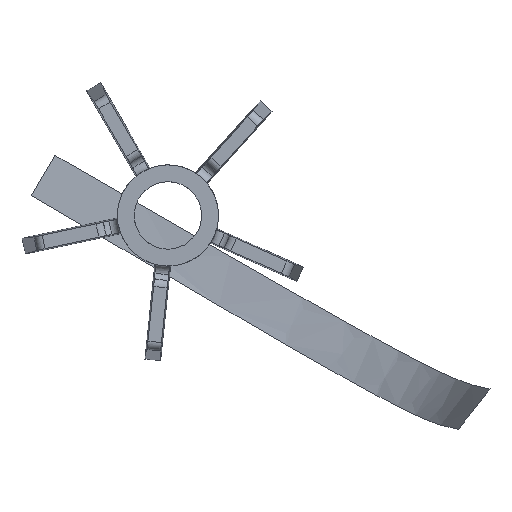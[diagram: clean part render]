
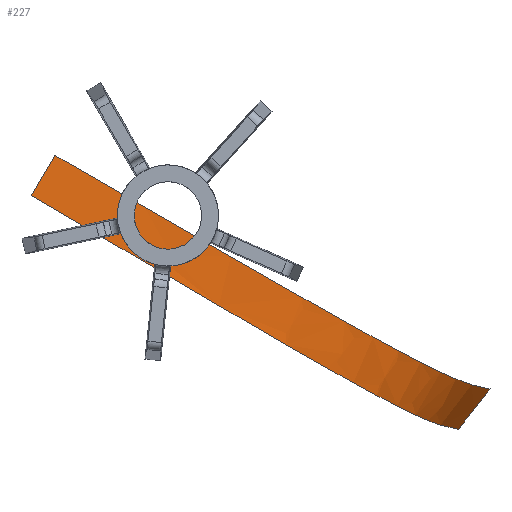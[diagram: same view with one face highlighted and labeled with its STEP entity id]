
A CAD part, front view. The second image highlights one B-rep face of the part: STEP entity #227.
In plain terms, the highlighted free-form (B-spline) face has degree [5, 5] with [6, 6] control points.
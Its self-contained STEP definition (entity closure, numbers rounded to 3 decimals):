
#227 = ADVANCED_FACE('',(#228),#245,.T.);
#228 = FACE_BOUND('',#229,.T.);
#229 = EDGE_LOOP('',(#230,#288,#304,#327,#345));
#230 = ORIENTED_EDGE('',*,*,#231,.T.);
#231 = EDGE_CURVE('',#232,#234,#236,.T.);
#232 = VERTEX_POINT('',#233);
#233 = CARTESIAN_POINT('',(1983.003,-736.794,
    1121.));
#234 = VERTEX_POINT('',#235);
#235 = CARTESIAN_POINT('',(1957.658,-719.697,
    1134.869));
#236 = SURFACE_CURVE('',#237,(#244),.PCURVE_S1.);
#237 = B_SPLINE_CURVE_WITH_KNOTS('',5,(#238,#239,#240,#241,#242,#243),
  .UNSPECIFIED.,.F.,.F.,(6,6),(0.,1.),.PIECEWISE_BEZIER_KNOTS.);
#238 = CARTESIAN_POINT('',(1983.003,-736.794,
    1121.));
#239 = CARTESIAN_POINT('',(1981.717,-730.039,
    1121.195));
#240 = CARTESIAN_POINT('',(1980.428,-723.278,
    1121.389));
#241 = CARTESIAN_POINT('',(1973.264,-721.827,
    1125.71));
#242 = CARTESIAN_POINT('',(1965.461,-720.734,
    1130.289));
#243 = CARTESIAN_POINT('',(1957.658,-719.697,
    1134.869));
#244 = PCURVE('',#245,#282);
#245 = B_SPLINE_SURFACE_WITH_KNOTS('',5,5,(
    (#246,#247,#248,#249,#250,#251)
    ,(#252,#253,#254,#255,#256,#257)
    ,(#258,#259,#260,#261,#262,#263)
    ,(#264,#265,#266,#267,#268,#269)
    ,(#270,#271,#272,#273,#274,#275)
    ,(#276,#277,#278,#279,#280,#281
    )),.UNSPECIFIED.,.F.,.F.,.F.,(6,6),(6,6),(0.,1.),(0.,1.),
  .PIECEWISE_BEZIER_KNOTS.);
#246 = CARTESIAN_POINT('',(1959.065,-719.523,
    1137.249));
#247 = CARTESIAN_POINT('',(1958.786,-719.558,
    1136.772));
#248 = CARTESIAN_POINT('',(1958.505,-719.593,
    1136.295));
#249 = CARTESIAN_POINT('',(1958.224,-719.628,
    1135.819));
#250 = CARTESIAN_POINT('',(1957.942,-719.662,
    1135.344));
#251 = CARTESIAN_POINT('',(1957.658,-719.697,
    1134.869));
#252 = CARTESIAN_POINT('',(1967.01,-720.564,
    1132.674));
#253 = CARTESIAN_POINT('',(1966.702,-720.598,
    1132.195));
#254 = CARTESIAN_POINT('',(1966.394,-720.633,
    1131.718));
#255 = CARTESIAN_POINT('',(1966.085,-720.667,
    1131.24));
#256 = CARTESIAN_POINT('',(1965.773,-720.701,
    1130.764));
#257 = CARTESIAN_POINT('',(1965.461,-720.734,
    1130.289));
#258 = CARTESIAN_POINT('',(1974.949,-721.678,
    1128.108));
#259 = CARTESIAN_POINT('',(1974.614,-721.706,
    1127.626));
#260 = CARTESIAN_POINT('',(1974.277,-721.734,
    1127.147));
#261 = CARTESIAN_POINT('',(1973.937,-721.761,
    1126.67));
#262 = CARTESIAN_POINT('',(1973.601,-721.794,
    1126.191));
#263 = CARTESIAN_POINT('',(1973.264,-721.827,
    1125.71));
#264 = CARTESIAN_POINT('',(1982.27,-723.106,
    1123.773));
#265 = CARTESIAN_POINT('',(1981.904,-723.142,
    1123.295));
#266 = CARTESIAN_POINT('',(1981.537,-723.177,
    1122.818));
#267 = CARTESIAN_POINT('',(1981.171,-723.214,
    1122.34));
#268 = CARTESIAN_POINT('',(1980.801,-723.246,
    1121.865));
#269 = CARTESIAN_POINT('',(1980.428,-723.278,
    1121.389));
#270 = CARTESIAN_POINT('',(1983.575,-729.951,
    1123.583));
#271 = CARTESIAN_POINT('',(1983.205,-729.968,
    1123.104));
#272 = CARTESIAN_POINT('',(1982.835,-729.986,
    1122.626));
#273 = CARTESIAN_POINT('',(1982.462,-730.002,
    1122.148));
#274 = CARTESIAN_POINT('',(1982.09,-730.021,
    1121.671));
#275 = CARTESIAN_POINT('',(1981.717,-730.039,
    1121.195));
#276 = CARTESIAN_POINT('',(1984.878,-736.796,
    1123.394));
#277 = CARTESIAN_POINT('',(1984.505,-736.795,
    1122.914));
#278 = CARTESIAN_POINT('',(1984.131,-736.795,
    1122.434));
#279 = CARTESIAN_POINT('',(1983.756,-736.795,
    1121.955));
#280 = CARTESIAN_POINT('',(1983.38,-736.794,
    1121.477));
#281 = CARTESIAN_POINT('',(1983.003,-736.794,
    1121.));
#282 = DEFINITIONAL_REPRESENTATION('',(#283),#287);
#283 = LINE('',#284,#285);
#284 = CARTESIAN_POINT('',(1.,1.));
#285 = VECTOR('',#286,1.);
#286 = DIRECTION('',(-1.,0.));
#287 = ( GEOMETRIC_REPRESENTATION_CONTEXT(2) 
PARAMETRIC_REPRESENTATION_CONTEXT() REPRESENTATION_CONTEXT('2D SPACE',''
  ) );
#288 = ORIENTED_EDGE('',*,*,#289,.F.);
#289 = EDGE_CURVE('',#290,#234,#292,.T.);
#290 = VERTEX_POINT('',#291);
#291 = CARTESIAN_POINT('',(1959.065,-719.523,
    1137.249));
#292 = SURFACE_CURVE('',#293,(#298),.PCURVE_S1.);
#293 = B_SPLINE_CURVE_WITH_KNOTS('',3,(#294,#295,#296,#297),
  .UNSPECIFIED.,.F.,.F.,(4,4),(0.,1.),.PIECEWISE_BEZIER_KNOTS.);
#294 = CARTESIAN_POINT('',(1959.065,-719.523,
    1137.249));
#295 = CARTESIAN_POINT('',(1958.589,-719.582,
    1136.436));
#296 = CARTESIAN_POINT('',(1958.12,-719.64,
    1135.643));
#297 = CARTESIAN_POINT('',(1957.658,-719.697,
    1134.869));
#298 = PCURVE('',#245,#299);
#299 = DEFINITIONAL_REPRESENTATION('',(#300),#303);
#300 = B_SPLINE_CURVE_WITH_KNOTS('',1,(#301,#302),.UNSPECIFIED.,.F.,.F.,
  (2,2),(0.,1.),.PIECEWISE_BEZIER_KNOTS.);
#301 = CARTESIAN_POINT('',(0.,0.));
#302 = CARTESIAN_POINT('',(0.,1.));
#303 = ( GEOMETRIC_REPRESENTATION_CONTEXT(2) 
PARAMETRIC_REPRESENTATION_CONTEXT() REPRESENTATION_CONTEXT('2D SPACE',''
  ) );
#304 = ORIENTED_EDGE('',*,*,#305,.F.);
#305 = EDGE_CURVE('',#306,#290,#308,.T.);
#306 = VERTEX_POINT('',#307);
#307 = CARTESIAN_POINT('',(1984.878,-736.796,
    1123.394));
#308 = SURFACE_CURVE('',#309,(#320),.PCURVE_S1.);
#309 = B_SPLINE_CURVE_WITH_KNOTS('',3,(#310,#311,#312,#313,#314,#315,
    #316,#317,#318,#319),.UNSPECIFIED.,.F.,.F.,(4,2,2,2,4),(0.,0.25,0.5,
    0.75,1.),.UNSPECIFIED.);
#310 = CARTESIAN_POINT('',(1984.878,-736.796,
    1123.394));
#311 = CARTESIAN_POINT('',(1984.335,-733.944,
    1123.473));
#312 = CARTESIAN_POINT('',(1983.728,-731.15,
    1123.596));
#313 = CARTESIAN_POINT('',(1981.303,-726.641,
    1124.668));
#314 = CARTESIAN_POINT('',(1979.506,-724.906,
    1125.601));
#315 = CARTESIAN_POINT('',(1974.811,-722.391,
    1128.194));
#316 = CARTESIAN_POINT('',(1971.933,-721.591,
    1129.84));
#317 = CARTESIAN_POINT('',(1965.705,-720.384,
    1133.422));
#318 = CARTESIAN_POINT('',(1962.375,-719.957,
    1135.343));
#319 = CARTESIAN_POINT('',(1959.065,-719.523,
    1137.249));
#320 = PCURVE('',#245,#321);
#321 = DEFINITIONAL_REPRESENTATION('',(#322),#326);
#322 = LINE('',#323,#324);
#323 = CARTESIAN_POINT('',(1.,0.));
#324 = VECTOR('',#325,1.);
#325 = DIRECTION('',(-1.,0.));
#326 = ( GEOMETRIC_REPRESENTATION_CONTEXT(2) 
PARAMETRIC_REPRESENTATION_CONTEXT() REPRESENTATION_CONTEXT('2D SPACE',''
  ) );
#327 = ORIENTED_EDGE('',*,*,#328,.T.);
#328 = EDGE_CURVE('',#306,#329,#331,.T.);
#329 = VERTEX_POINT('',#330);
#330 = CARTESIAN_POINT('',(1983.924,-736.795,
    1122.171));
#331 = SURFACE_CURVE('',#332,(#339),.PCURVE_S1.);
#332 = B_SPLINE_CURVE_WITH_KNOTS('',5,(#333,#334,#335,#336,#337,#338),
  .UNSPECIFIED.,.F.,.F.,(6,6),(0.,1.),.PIECEWISE_BEZIER_KNOTS.);
#333 = CARTESIAN_POINT('',(1984.878,-736.796,
    1123.394));
#334 = CARTESIAN_POINT('',(1984.688,-736.796,
    1123.149));
#335 = CARTESIAN_POINT('',(1984.497,-736.795,
    1122.904));
#336 = CARTESIAN_POINT('',(1984.307,-736.795,
    1122.66));
#337 = CARTESIAN_POINT('',(1984.116,-736.795,
    1122.415));
#338 = CARTESIAN_POINT('',(1983.924,-736.795,
    1122.171));
#339 = PCURVE('',#245,#340);
#340 = DEFINITIONAL_REPRESENTATION('',(#341),#344);
#341 = B_SPLINE_CURVE_WITH_KNOTS('',1,(#342,#343),.UNSPECIFIED.,.F.,.F.,
  (2,2),(0.,1.),.PIECEWISE_BEZIER_KNOTS.);
#342 = CARTESIAN_POINT('',(1.,0.));
#343 = CARTESIAN_POINT('',(1.,0.51));
#344 = ( GEOMETRIC_REPRESENTATION_CONTEXT(2) 
PARAMETRIC_REPRESENTATION_CONTEXT() REPRESENTATION_CONTEXT('2D SPACE',''
  ) );
#345 = ORIENTED_EDGE('',*,*,#346,.T.);
#346 = EDGE_CURVE('',#329,#232,#347,.T.);
#347 = SURFACE_CURVE('',#348,(#355),.PCURVE_S1.);
#348 = B_SPLINE_CURVE_WITH_KNOTS('',5,(#349,#350,#351,#352,#353,#354),
  .UNSPECIFIED.,.F.,.F.,(6,6),(0.,1.),.PIECEWISE_BEZIER_KNOTS.);
#349 = CARTESIAN_POINT('',(1983.924,-736.795,
    1122.171));
#350 = CARTESIAN_POINT('',(1983.741,-736.795,
    1121.936));
#351 = CARTESIAN_POINT('',(1983.557,-736.795,
    1121.702));
#352 = CARTESIAN_POINT('',(1983.372,-736.794,
    1121.468));
#353 = CARTESIAN_POINT('',(1983.188,-736.794,
    1121.234));
#354 = CARTESIAN_POINT('',(1983.003,-736.794,
    1121.));
#355 = PCURVE('',#245,#356);
#356 = DEFINITIONAL_REPRESENTATION('',(#357),#360);
#357 = B_SPLINE_CURVE_WITH_KNOTS('',1,(#358,#359),.UNSPECIFIED.,.F.,.F.,
  (2,2),(0.,1.),.PIECEWISE_BEZIER_KNOTS.);
#358 = CARTESIAN_POINT('',(1.,0.51));
#359 = CARTESIAN_POINT('',(1.,1.));
#360 = ( GEOMETRIC_REPRESENTATION_CONTEXT(2) 
PARAMETRIC_REPRESENTATION_CONTEXT() REPRESENTATION_CONTEXT('2D SPACE',''
  ) );
